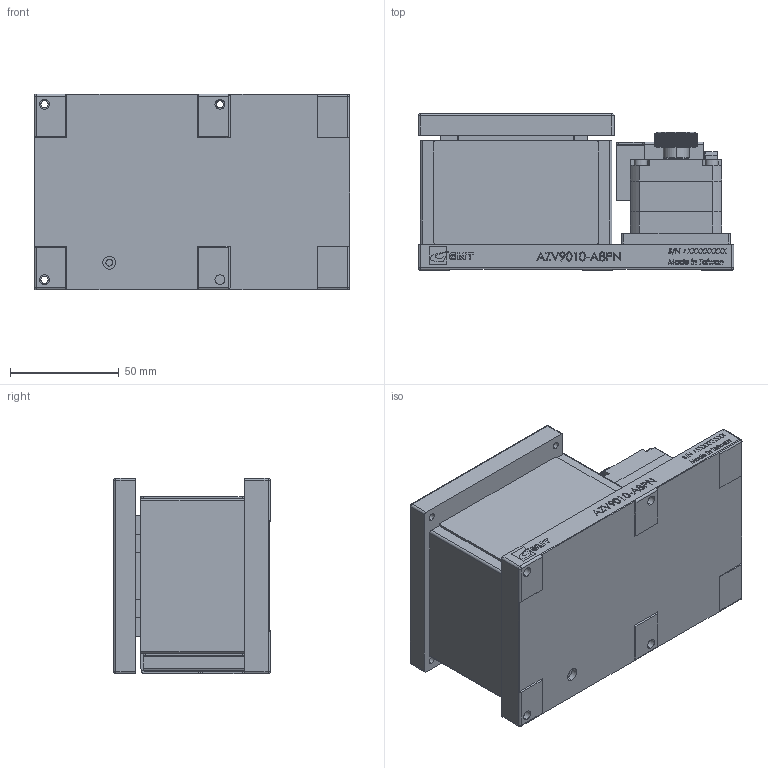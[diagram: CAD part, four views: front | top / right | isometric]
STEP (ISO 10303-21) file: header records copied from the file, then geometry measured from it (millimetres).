
FILE_DESCRIPTION (( 'STEP AP203' ), '1' );
FILE_NAME ('AZV9010-A8PN.STEP', '2014-02-24T09:34:12', ( '' ), ( '' ), 'SwSTEP 2.0', 'SolidWorks 2013', '' );
FILE_SCHEMA (( 'CONFIG_CONTROL_DESIGN' ));
Products named in the file (3): Group1^AZV9010-A8PN(模糊化); Group2^AZV9010-A8PN(模糊化); AZV9010-A8PN
Assembly tree (2 placements, depth 2):
  AZV9010-A8PN
    Group1^AZV9010-A8PN(模糊化)
    Group2^AZV9010-A8PN(模糊化)
Bounding box: 145 x 72 x 90 mm (x, y, z)
Volume: 500918.5 mm3; surface area: 126086.1 mm2
Topology: 2 solids, 2 shells, 3709 faces, 9891 edges, 6451 vertices
Faces by surface type: plane 2301, cylinder 645, bspline 561, torus 164, cone 30, sphere 8
Entity records: 146638 total; most frequent: CARTESIAN_POINT 57969, ORIENTED_EDGE 19766, DIRECTION 15817, EDGE_CURVE 9883, VECTOR 6575, LINE 6575, VERTEX_POINT 6451, AXIS2_PLACEMENT_3D 4621
